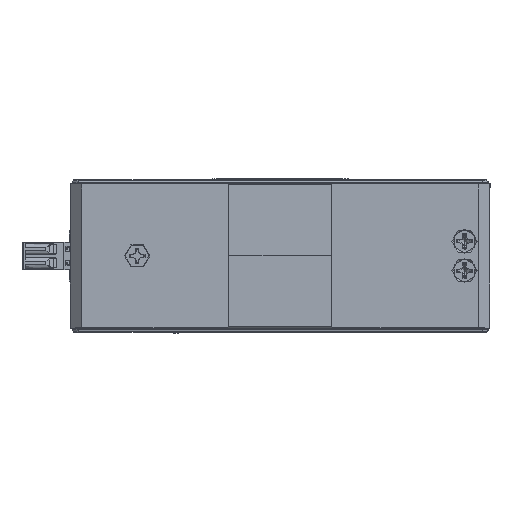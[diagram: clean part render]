
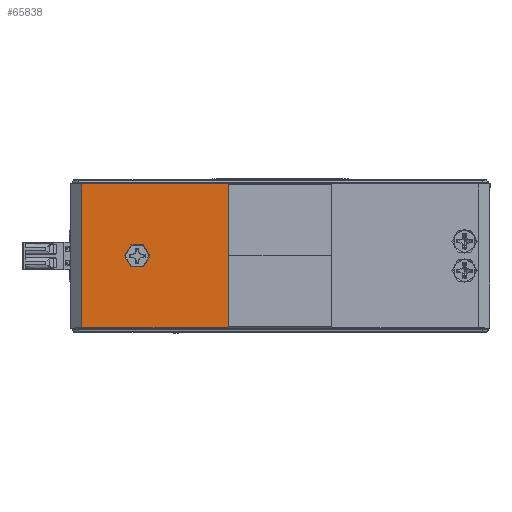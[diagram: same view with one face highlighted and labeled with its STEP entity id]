
A CAD part, top view. The second image highlights one B-rep face of the part: STEP entity #65838.
In plain terms, the highlighted face is planar.
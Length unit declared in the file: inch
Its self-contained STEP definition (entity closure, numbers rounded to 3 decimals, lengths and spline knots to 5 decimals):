
#2325 = DIRECTION ( 'NONE',  ( 0., 0., 1. ) ) ;
#6936 = VERTEX_POINT ( 'NONE', #71035 ) ;
#10647 = CARTESIAN_POINT ( 'NONE',  ( -0.78014, 0.25, 0.56686 ) ) ;
#12428 = LINE ( 'NONE', #36773, #93150 ) ;
#15315 = ORIENTED_EDGE ( 'NONE', *, *, #23893, .T. ) ;
#17152 = CARTESIAN_POINT ( 'NONE',  ( 0., 0.25, 1.43422 ) ) ;
#18660 = AXIS2_PLACEMENT_3D ( 'NONE', #114888, #94496, #76128 ) ;
#19221 = CARTESIAN_POINT ( 'NONE',  ( 0.79264, 0.25, 2.1875 ) ) ;
#20460 = CARTESIAN_POINT ( 'NONE',  ( -0.79264, 0.25, 0.57204 ) ) ;
#23673 = DIRECTION ( 'NONE',  ( 0., 1., 0. ) ) ;
#23893 = EDGE_CURVE ( 'NONE', #6936, #73181, #70643, .T. ) ;
#26495 = EDGE_CURVE ( 'NONE', #92501, #104616, #68390, .T. ) ;
#33184 = CIRCLE ( 'NONE', #18660, 0.1395 ) ;
#35078 = EDGE_CURVE ( 'NONE', #74610, #73272, #33184, .T. ) ;
#36773 = CARTESIAN_POINT ( 'NONE',  ( -0.79264, 0.25, 2.3125 ) ) ;
#38355 = VERTEX_POINT ( 'NONE', #42594 ) ;
#39999 = CARTESIAN_POINT ( 'NONE',  ( -0.79264, 0.25, 0.57936 ) ) ;
#40826 = FACE_OUTER_BOUND ( 'NONE', #124758, .T. ) ;
#40997 = AXIS2_PLACEMENT_3D ( 'NONE', #120231, #23673, #42825 ) ;
#42594 = CARTESIAN_POINT ( 'NONE',  ( -0.79264, 0.25, 2.1875 ) ) ;
#42825 = DIRECTION ( 'NONE',  ( 0., 0., 1. ) ) ;
#43336 = ORIENTED_EDGE ( 'NONE', *, *, #100835, .F. ) ;
#43784 = CARTESIAN_POINT ( 'NONE',  ( -0.797, 0.25, 0.5625 ) ) ;
#44203 = DIRECTION ( 'NONE',  ( 0., 0., 1. ) ) ;
#44640 = DIRECTION ( 'NONE',  ( 0., 1., 0. ) ) ;
#45231 = CIRCLE ( 'NONE', #40997, 0.1395 ) ;
#45335 = LINE ( 'NONE', #89911, #80285 ) ;
#47035 = EDGE_CURVE ( 'NONE', #73272, #74610, #45231, .T. ) ;
#53136 = CARTESIAN_POINT ( 'NONE',  ( 0.78014, 0.25, 0.56686 ) ) ;
#54653 = VECTOR ( 'NONE', #122858, 39.37008 ) ;
#55371 = CARTESIAN_POINT ( 'NONE',  ( 0.78014, 0.25, 0.56686 ) ) ;
#56479 = CARTESIAN_POINT ( 'NONE',  ( -0.79264, 0.25, 0.57936 ) ) ;
#56792 = EDGE_LOOP ( 'NONE', ( #109033, #59787 ) ) ;
#57820 = EDGE_CURVE ( 'NONE', #104616, #38355, #12428, .T. ) ;
#59787 = ORIENTED_EDGE ( 'NONE', *, *, #35078, .F. ) ;
#61660 = CARTESIAN_POINT ( 'NONE',  ( 0.78746, 0.25, 0.56686 ) ) ;
#61899 = ORIENTED_EDGE ( 'NONE', *, *, #26495, .T. ) ;
#65838 = ADVANCED_FACE ( 'NONE', ( #113785, #40826 ), #101592, .T. ) ;
#66023 = ORIENTED_EDGE ( 'NONE', *, *, #104882, .F. ) ;
#68390 =( BOUNDED_CURVE ( )  B_SPLINE_CURVE ( 3, ( #10647, #68506, #20460, #39999 ),
 .UNSPECIFIED., .F., .F. ) 
 B_SPLINE_CURVE_WITH_KNOTS ( ( 4, 4 ),
 ( 2.35635, 3.92684 ),
 .UNSPECIFIED. ) 
 CURVE ( )  GEOMETRIC_REPRESENTATION_ITEM ( )  RATIONAL_B_SPLINE_CURVE ( ( 1., 0.805, 0.805, 1. ) ) 
 REPRESENTATION_ITEM ( '' )  );
#68506 = CARTESIAN_POINT ( 'NONE',  ( -0.78746, 0.25, 0.56686 ) ) ;
#70643 =( BOUNDED_CURVE ( )  B_SPLINE_CURVE ( 3, ( #84627, #82448, #61660, #53136 ),
 .UNSPECIFIED., .F., .F. ) 
 B_SPLINE_CURVE_WITH_KNOTS ( ( 4, 4 ),
 ( 2.35635, 3.92684 ),
 .UNSPECIFIED. ) 
 CURVE ( )  GEOMETRIC_REPRESENTATION_ITEM ( )  RATIONAL_B_SPLINE_CURVE ( ( 1., 0.805, 0.805, 1. ) ) 
 REPRESENTATION_ITEM ( '' )  );
#71035 = CARTESIAN_POINT ( 'NONE',  ( 0.79264, 0.25, 0.57936 ) ) ;
#73181 = VERTEX_POINT ( 'NONE', #55371 ) ;
#73272 = VERTEX_POINT ( 'NONE', #91918 ) ;
#74610 = VERTEX_POINT ( 'NONE', #17152 ) ;
#75941 = LINE ( 'NONE', #113040, #54653 ) ;
#76128 = DIRECTION ( 'NONE',  ( 0., 0., 1. ) ) ;
#77135 = AXIS2_PLACEMENT_3D ( 'NONE', #43784, #44640, #44203 ) ;
#79752 = DIRECTION ( 'NONE',  ( 1., 0., 0. ) ) ;
#80285 = VECTOR ( 'NONE', #2325, 39.37008 ) ;
#80570 = CARTESIAN_POINT ( 'NONE',  ( -0.797, 0.25, 0.56686 ) ) ;
#82448 = CARTESIAN_POINT ( 'NONE',  ( 0.79264, 0.25, 0.57204 ) ) ;
#84440 = EDGE_CURVE ( 'NONE', #38355, #89693, #75941, .T. ) ;
#84627 = CARTESIAN_POINT ( 'NONE',  ( 0.79264, 0.25, 0.57936 ) ) ;
#89693 = VERTEX_POINT ( 'NONE', #19221 ) ;
#89911 = CARTESIAN_POINT ( 'NONE',  ( 0.79264, 0.25, 2.3125 ) ) ;
#91918 = CARTESIAN_POINT ( 'NONE',  ( 0., 0.25, 1.71322 ) ) ;
#92501 = VERTEX_POINT ( 'NONE', #96007 ) ;
#93150 = VECTOR ( 'NONE', #115836, 39.37008 ) ;
#94496 = DIRECTION ( 'NONE',  ( 0., 1., 0. ) ) ;
#96007 = CARTESIAN_POINT ( 'NONE',  ( -0.78014, 0.25, 0.56686 ) ) ;
#96666 = ORIENTED_EDGE ( 'NONE', *, *, #84440, .T. ) ;
#99509 = ORIENTED_EDGE ( 'NONE', *, *, #57820, .T. ) ;
#100835 = EDGE_CURVE ( 'NONE', #6936, #89693, #45335, .T. ) ;
#101235 = LINE ( 'NONE', #80570, #110368 ) ;
#101592 = PLANE ( 'NONE',  #77135 ) ;
#104616 = VERTEX_POINT ( 'NONE', #56479 ) ;
#104882 = EDGE_CURVE ( 'NONE', #92501, #73181, #101235, .T. ) ;
#109033 = ORIENTED_EDGE ( 'NONE', *, *, #47035, .F. ) ;
#110368 = VECTOR ( 'NONE', #79752, 39.37008 ) ;
#113040 = CARTESIAN_POINT ( 'NONE',  ( -0.797, 0.25, 2.1875 ) ) ;
#113785 = FACE_BOUND ( 'NONE', #56792, .T. ) ;
#114888 = CARTESIAN_POINT ( 'NONE',  ( 0., 0.25, 1.57372 ) ) ;
#115836 = DIRECTION ( 'NONE',  ( 0., 0., 1. ) ) ;
#120231 = CARTESIAN_POINT ( 'NONE',  ( 0., 0.25, 1.57372 ) ) ;
#122858 = DIRECTION ( 'NONE',  ( 1., 0., 0. ) ) ;
#124758 = EDGE_LOOP ( 'NONE', ( #43336, #15315, #66023, #61899, #99509, #96666 ) ) ;
